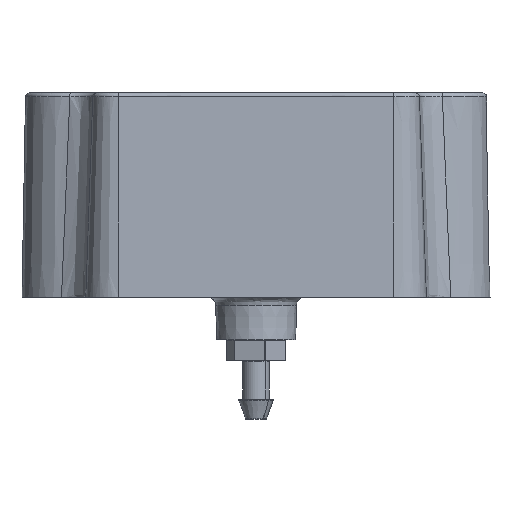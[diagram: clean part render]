
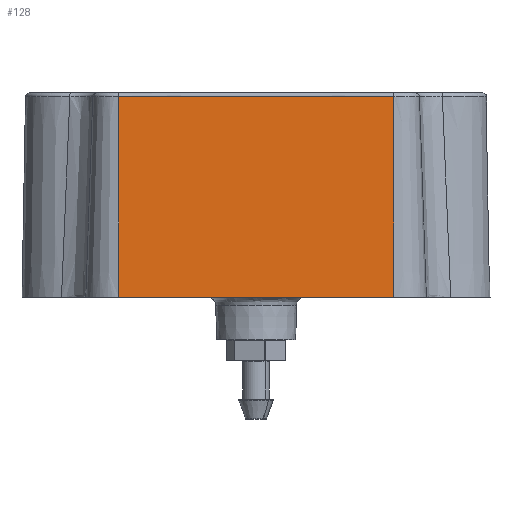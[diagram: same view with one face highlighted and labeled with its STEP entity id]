
A CAD part, front view. The second image highlights one B-rep face of the part: STEP entity #128.
In plain terms, the highlighted planar face has unit normal (0, -0.999, 0.035).
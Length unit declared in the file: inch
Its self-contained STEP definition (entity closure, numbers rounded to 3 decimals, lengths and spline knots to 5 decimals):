
#128 = ADVANCED_FACE ( 'NONE', ( #4690 ), #3428, .T. ) ;
#1224 = LINE ( 'NONE', #14357, #12951 ) ;
#1376 = ORIENTED_EDGE ( 'NONE', *, *, #6216, .T. ) ;
#2662 = ORIENTED_EDGE ( 'NONE', *, *, #8517, .F. ) ;
#3428 = PLANE ( 'NONE',  #6587 ) ;
#4171 = LINE ( 'NONE', #5425, #11745 ) ;
#4216 = CARTESIAN_POINT ( 'NONE',  ( 2.28611, 1.15859, 0.89035 ) ) ;
#4358 = VECTOR ( 'NONE', #5422, 39.37008 ) ;
#4410 = EDGE_CURVE ( 'NONE', #13987, #4412, #8960, .T. ) ;
#4412 = VERTEX_POINT ( 'NONE', #7777 ) ;
#4448 = CARTESIAN_POINT ( 'NONE',  ( 2.28611, 1.15859, 0.89035 ) ) ;
#4544 = CARTESIAN_POINT ( 'NONE',  ( 2.28591, 1.14217, 0.42 ) ) ;
#4690 = FACE_OUTER_BOUND ( 'NONE', #12175, .T. ) ;
#5188 = CARTESIAN_POINT ( 'NONE',  ( 1.63554, 1.15859, 0.89035 ) ) ;
#5263 = DIRECTION ( 'NONE',  ( 0., -0.999, 0.035 ) ) ;
#5326 = CARTESIAN_POINT ( 'NONE',  ( 2.28591, 1.14217, 0.42 ) ) ;
#5422 = DIRECTION ( 'NONE',  ( -1., 0., 0. ) ) ;
#5425 = CARTESIAN_POINT ( 'NONE',  ( 1.40617, 1.14217, 0.42 ) ) ;
#5978 = DIRECTION ( 'NONE',  ( 0., -0.035, -0.999 ) ) ;
#6216 = EDGE_CURVE ( 'NONE', #4412, #10307, #1224, .T. ) ;
#6525 = DIRECTION ( 'NONE',  ( 1., 0., 0. ) ) ;
#6587 = AXIS2_PLACEMENT_3D ( 'NONE', #5188, #5263, #12492 ) ;
#7065 = EDGE_CURVE ( 'NONE', #10307, #10920, #4171, .T. ) ;
#7777 = CARTESIAN_POINT ( 'NONE',  ( 1.63942, 1.15859, 0.89035 ) ) ;
#8517 = EDGE_CURVE ( 'NONE', #13987, #10920, #15230, .T. ) ;
#8960 = LINE ( 'NONE', #13750, #4358 ) ;
#10307 = VERTEX_POINT ( 'NONE', #13172 ) ;
#10920 = VERTEX_POINT ( 'NONE', #4544 ) ;
#11289 = ORIENTED_EDGE ( 'NONE', *, *, #7065, .T. ) ;
#11745 = VECTOR ( 'NONE', #6525, 39.37008 ) ;
#12132 = ORIENTED_EDGE ( 'NONE', *, *, #4410, .T. ) ;
#12175 = EDGE_LOOP ( 'NONE', ( #1376, #11289, #2662, #12132 ) ) ;
#12492 = DIRECTION ( 'NONE',  ( 0., -0.035, -0.999 ) ) ;
#12951 = VECTOR ( 'NONE', #5978, 39.37008 ) ;
#13172 = CARTESIAN_POINT ( 'NONE',  ( 1.63963, 1.14217, 0.42 ) ) ;
#13750 = CARTESIAN_POINT ( 'NONE',  ( 1.63554, 1.15859, 0.89035 ) ) ;
#13987 = VERTEX_POINT ( 'NONE', #4448 ) ;
#14357 = CARTESIAN_POINT ( 'NONE',  ( 1.63942, 1.15859, 0.89035 ) ) ;
#15230 = B_SPLINE_CURVE_WITH_KNOTS ( 'NONE', 1,
 ( #4216, #5326 ),
 .UNSPECIFIED., .F., .F.,
 ( 2, 2 ),
 ( 0., 1. ),
 .UNSPECIFIED. ) ;
